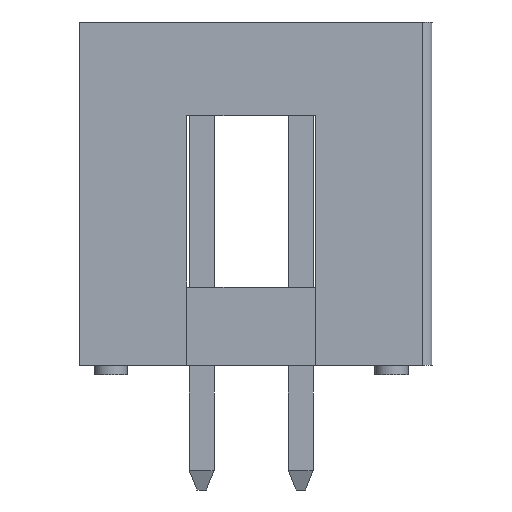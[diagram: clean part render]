
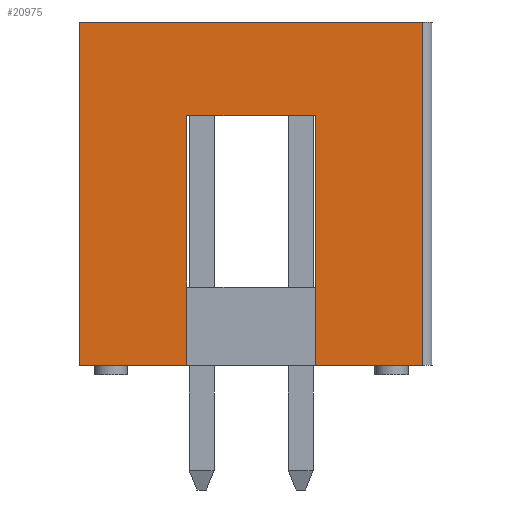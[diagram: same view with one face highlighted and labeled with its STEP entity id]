
A CAD part, front view. The second image highlights one B-rep face of the part: STEP entity #20975.
In plain terms, the highlighted face is planar.
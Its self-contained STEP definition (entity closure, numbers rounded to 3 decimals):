
#809=ORIENTED_EDGE('',*,*,#4665,.T.);
#810=ORIENTED_EDGE('',*,*,#4640,.F.);
#811=ORIENTED_EDGE('',*,*,#4657,.T.);
#812=ORIENTED_EDGE('',*,*,#4655,.T.);
#813=ORIENTED_EDGE('',*,*,#4666,.T.);
#814=ORIENTED_EDGE('',*,*,#4663,.F.);
#815=ORIENTED_EDGE('',*,*,#4667,.F.);
#816=ORIENTED_EDGE('',*,*,#4668,.T.);
#4640=EDGE_CURVE('',#6498,#6496,#7851,.T.);
#4655=EDGE_CURVE('',#6507,#6506,#7866,.T.);
#4657=EDGE_CURVE('',#6498,#6507,#7868,.T.);
#4663=EDGE_CURVE('',#6512,#6513,#7872,.T.);
#4665=EDGE_CURVE('',#6514,#6496,#7874,.T.);
#4666=EDGE_CURVE('',#6506,#6513,#7875,.T.);
#4667=EDGE_CURVE('',#6515,#6512,#7876,.T.);
#4668=EDGE_CURVE('',#6515,#6514,#7877,.T.);
#6496=VERTEX_POINT('',#27633);
#6498=VERTEX_POINT('',#27637);
#6506=VERTEX_POINT('',#27664);
#6507=VERTEX_POINT('',#27666);
#6512=VERTEX_POINT('',#27681);
#6513=VERTEX_POINT('',#27683);
#6514=VERTEX_POINT('',#27687);
#6515=VERTEX_POINT('',#27690);
#7851=LINE('',#27638,#9862);
#7866=LINE('',#27665,#9877);
#7868=LINE('',#27669,#9879);
#7872=LINE('',#27682,#9883);
#7874=LINE('',#27686,#9885);
#7875=LINE('',#27688,#9886);
#7876=LINE('',#27689,#9887);
#7877=LINE('',#27691,#9888);
#9862=VECTOR('',#23576,1000.);
#9877=VECTOR('',#23599,1000.);
#9879=VECTOR('',#23603,1000.);
#9883=VECTOR('',#23615,1000.);
#9885=VECTOR('',#23619,1000.);
#9886=VECTOR('',#23620,1000.);
#9887=VECTOR('',#23621,1000.);
#9888=VECTOR('',#23622,1000.);
#11554=EDGE_LOOP('',(#809,#810,#811,#812,#813,#814,#815,#816));
#12571=FACE_BOUND('',#11554,.T.);
#13575=PLANE('',#21921);
#20975=ADVANCED_FACE('',(#12571),#13575,.T.);
#21921=AXIS2_PLACEMENT_3D('',#27685,#23617,#23618);
#23576=DIRECTION('',(0.,0.,-1.));
#23599=DIRECTION('',(0.,0.,-1.));
#23603=DIRECTION('',(0.,1.,0.));
#23615=DIRECTION('',(0.,0.,-1.));
#23617=DIRECTION('',(1.,0.,0.));
#23618=DIRECTION('',(0.,0.,-1.));
#23619=DIRECTION('',(0.,1.,0.));
#23620=DIRECTION('',(0.,1.,0.));
#23621=DIRECTION('',(0.,1.,0.));
#23622=DIRECTION('',(0.,0.,-1.));
#27633=CARTESIAN_POINT('',(29.23,-1.65,-4.4));
#27637=CARTESIAN_POINT('',(29.23,-1.65,2.));
#27638=CARTESIAN_POINT('',(29.23,-1.65,2.));
#27664=CARTESIAN_POINT('',(29.23,1.65,-4.4));
#27665=CARTESIAN_POINT('',(29.23,1.65,2.));
#27666=CARTESIAN_POINT('',(29.23,1.65,2.));
#27669=CARTESIAN_POINT('',(29.23,-1.65,2.));
#27681=CARTESIAN_POINT('',(29.23,4.4,4.4));
#27682=CARTESIAN_POINT('',(29.23,4.4,4.4));
#27683=CARTESIAN_POINT('',(29.23,4.4,-4.4));
#27685=CARTESIAN_POINT('',(29.23,-4.4,4.4));
#27686=CARTESIAN_POINT('',(29.23,-4.4,-4.4));
#27687=CARTESIAN_POINT('',(29.23,-4.4,-4.4));
#27688=CARTESIAN_POINT('',(29.23,-4.4,-4.4));
#27689=CARTESIAN_POINT('',(29.23,-4.4,4.4));
#27690=CARTESIAN_POINT('',(29.23,-4.4,4.4));
#27691=CARTESIAN_POINT('',(29.23,-4.4,4.4));
